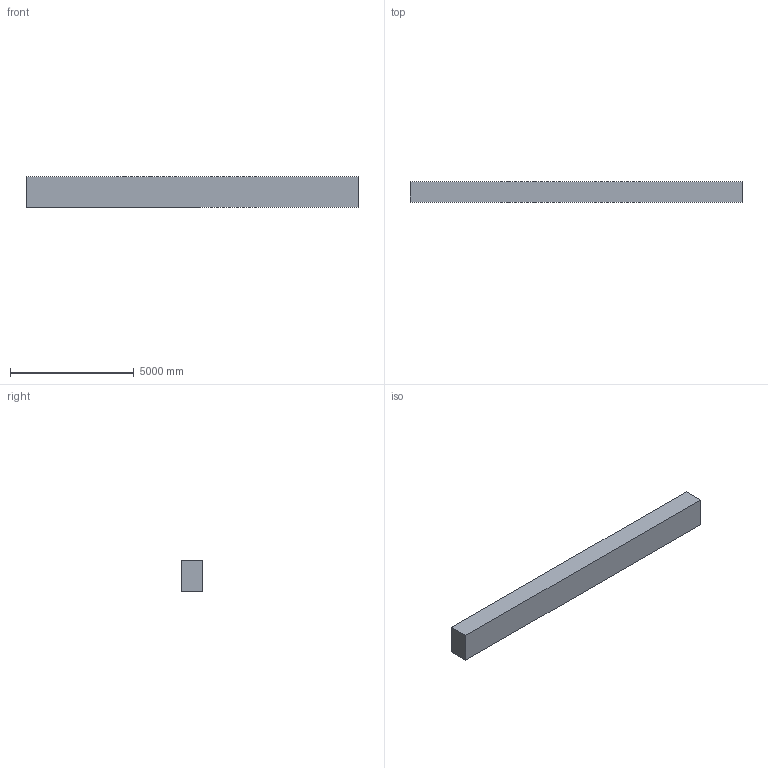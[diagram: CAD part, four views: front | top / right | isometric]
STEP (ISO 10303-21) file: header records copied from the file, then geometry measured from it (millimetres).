
FILE_DESCRIPTION(('CATIA V6 STEP','CAx-IF Rec.Pracs.--- Model Styling and Organization---1.5--- 2016-08-15','CAx-IF Rec.Pracs.---Supplemental Geometry---1.0---2011-11-01','CAx-IF Rec.Pracs.--- Composite Materials ---3.4---2017-06-13','CAx-IF Rec.Pracs.---Tessellated 3D Geometry---1.0---2015-12-17'),'2;1');
FILE_NAME('02_NACA0012_3D_NekMeshPaper_Joint A.1.stp','2023-01-11T15:18:44+00:00',('none'),('none'),'3DEXPERIENCE Platform3DEXPERIENCE R2023x HotFix 0.16','3DEXPERIENCE Platform STEP AP242 v2','none');
FILE_SCHEMA(('AP242_MANAGED_MODEL_BASED_3D_ENGINEERING_MIM_LF {1 0 10303 442 1 1 4}'));
Length unit declared in the file: millimetre
Products named in the file (1): NACA0012_joint
Bounding box: 13411.2 x 812.8 x 1219.2 mm (x, y, z)
Surface area: 58653361.6 mm2 (no closed solid volume)
Topology: 0 solids, 6 shells, 9 faces, 33 edges, 30 vertices
Faces by surface type: plane 7, revolution 1, extrusion 1
Entity records: 739 total; most frequent: CARTESIAN_POINT 435, DIRECTION 43, ORIENTED_EDGE 40, EDGE_CURVE 32, VERTEX_POINT 30, VECTOR 28, LINE 27, EDGE_LOOP 10
